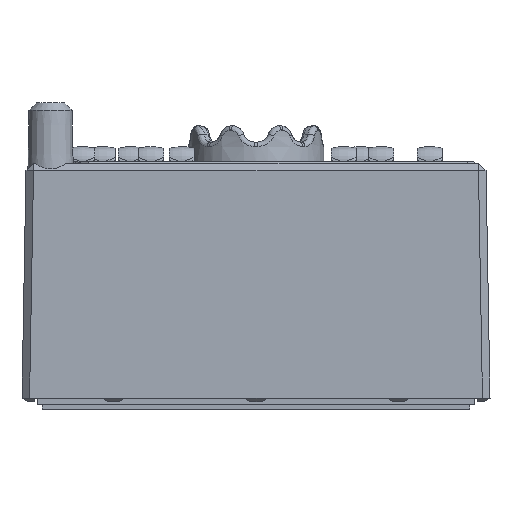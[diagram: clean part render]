
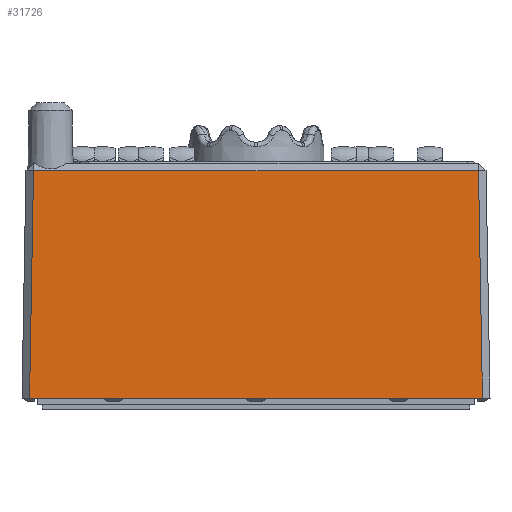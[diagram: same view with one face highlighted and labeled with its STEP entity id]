
A CAD part, left-side view. The second image highlights one B-rep face of the part: STEP entity #31726.
In plain terms, the highlighted planar face has unit normal (-1, 0, 0.018).
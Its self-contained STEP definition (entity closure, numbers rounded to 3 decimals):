
#2926=ORIENTED_EDGE('',*,*,#12625,.T.);
#2927=ORIENTED_EDGE('',*,*,#12626,.T.);
#2928=ORIENTED_EDGE('',*,*,#12371,.F.);
#2929=ORIENTED_EDGE('',*,*,#12627,.F.);
#2930=ORIENTED_EDGE('',*,*,#12355,.F.);
#2931=ORIENTED_EDGE('',*,*,#12628,.F.);
#2932=ORIENTED_EDGE('',*,*,#12347,.F.);
#2933=ORIENTED_EDGE('',*,*,#12629,.F.);
#2934=ORIENTED_EDGE('',*,*,#12335,.F.);
#2935=ORIENTED_EDGE('',*,*,#12630,.T.);
#12335=EDGE_CURVE('',#17197,#17198,#20354,.T.);
#12347=EDGE_CURVE('',#17209,#17210,#20366,.T.);
#12355=EDGE_CURVE('',#17217,#17218,#20374,.T.);
#12371=EDGE_CURVE('',#17233,#17234,#20387,.T.);
#12625=EDGE_CURVE('',#17468,#17469,#20606,.T.);
#12626=EDGE_CURVE('',#17469,#17234,#20607,.T.);
#12627=EDGE_CURVE('',#17218,#17233,#20608,.T.);
#12628=EDGE_CURVE('',#17210,#17217,#20609,.T.);
#12629=EDGE_CURVE('',#17198,#17209,#20610,.T.);
#12630=EDGE_CURVE('',#17197,#17468,#20611,.T.);
#17197=VERTEX_POINT('',#44953);
#17198=VERTEX_POINT('',#44955);
#17209=VERTEX_POINT('',#44980);
#17210=VERTEX_POINT('',#44982);
#17217=VERTEX_POINT('',#44998);
#17218=VERTEX_POINT('',#45000);
#17233=VERTEX_POINT('',#45032);
#17234=VERTEX_POINT('',#45034);
#17468=VERTEX_POINT('',#45550);
#17469=VERTEX_POINT('',#45551);
#20354=LINE('',#44954,#23553);
#20366=LINE('',#44981,#23565);
#20374=LINE('',#44999,#23573);
#20387=LINE('',#45033,#23586);
#20606=LINE('',#45549,#23805);
#20607=LINE('',#45552,#23806);
#20608=LINE('',#45553,#23807);
#20609=LINE('',#45554,#23808);
#20610=LINE('',#45555,#23809);
#20611=LINE('',#45556,#23810);
#23553=VECTOR('',#36464,1000.);
#23565=VECTOR('',#36482,1000.);
#23573=VECTOR('',#36494,1000.);
#23586=VECTOR('',#36517,1000.);
#23805=VECTOR('',#36854,1000.);
#23806=VECTOR('',#36855,1000.);
#23807=VECTOR('',#36856,1000.);
#23808=VECTOR('',#36857,1000.);
#23809=VECTOR('',#36858,1000.);
#23810=VECTOR('',#36859,1000.);
#26761=EDGE_LOOP('',(#2926,#2927,#2928,#2929,#2930,#2931,#2932,#2933,#2934,
#2935));
#28738=FACE_BOUND('',#26761,.T.);
#30673=PLANE('',#33811);
#31726=ADVANCED_FACE('',(#28738),#30673,.T.);
#33811=AXIS2_PLACEMENT_3D('',#45548,#36852,#36853);
#36464=DIRECTION('',(0.,1.,0.));
#36482=DIRECTION('',(0.,1.,0.));
#36494=DIRECTION('',(0.,1.,0.));
#36517=DIRECTION('',(0.,1.,0.));
#36852=DIRECTION('',(-1.,0.,0.017));
#36853=DIRECTION('',(0.,-1.,0.));
#36854=DIRECTION('',(0.,1.,0.));
#36855=DIRECTION('',(-0.017,0.017,-1.));
#36856=DIRECTION('',(0.,1.,0.));
#36857=DIRECTION('',(0.,1.,0.));
#36858=DIRECTION('',(0.,1.,0.));
#36859=DIRECTION('',(0.017,0.017,1.));
#44953=CARTESIAN_POINT('',(-16.996,-14.996,-0.2));
#44954=CARTESIAN_POINT('',(-16.996,-10.196,-0.2));
#44955=CARTESIAN_POINT('',(-16.996,-10.196,-0.2));
#44980=CARTESIAN_POINT('',(-16.996,-8.696,-0.2));
#44981=CARTESIAN_POINT('',(-16.996,-0.75,-0.2));
#44982=CARTESIAN_POINT('',(-16.996,-0.75,-0.2));
#44998=CARTESIAN_POINT('',(-16.996,0.75,-0.2));
#44999=CARTESIAN_POINT('',(-16.996,8.696,-0.2));
#45000=CARTESIAN_POINT('',(-16.996,8.696,-0.2));
#45032=CARTESIAN_POINT('',(-16.996,10.196,-0.2));
#45033=CARTESIAN_POINT('',(-16.996,14.995,-0.2));
#45034=CARTESIAN_POINT('',(-16.996,14.995,-0.2));
#45548=CARTESIAN_POINT('',(-17.,15.5,-0.45));
#45549=CARTESIAN_POINT('',(-16.733,14.733,14.85));
#45550=CARTESIAN_POINT('',(-16.733,-14.733,14.85));
#45551=CARTESIAN_POINT('',(-16.733,14.733,14.85));
#45552=CARTESIAN_POINT('',(-16.996,14.995,-0.2));
#45553=CARTESIAN_POINT('',(-16.996,8.696,-0.2));
#45554=CARTESIAN_POINT('',(-16.996,-0.75,-0.2));
#45555=CARTESIAN_POINT('',(-16.996,-10.196,-0.2));
#45556=CARTESIAN_POINT('',(-16.733,-14.733,14.85));
